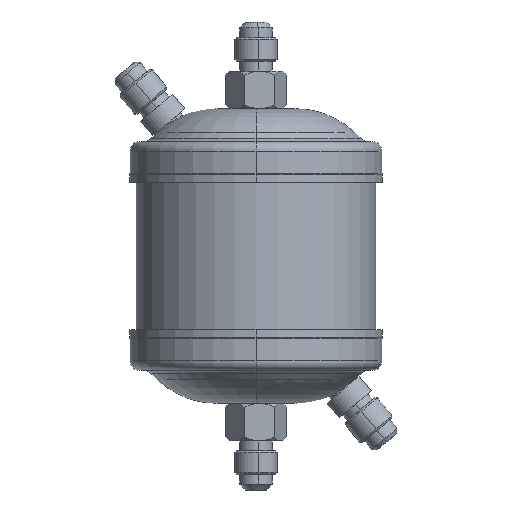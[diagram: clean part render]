
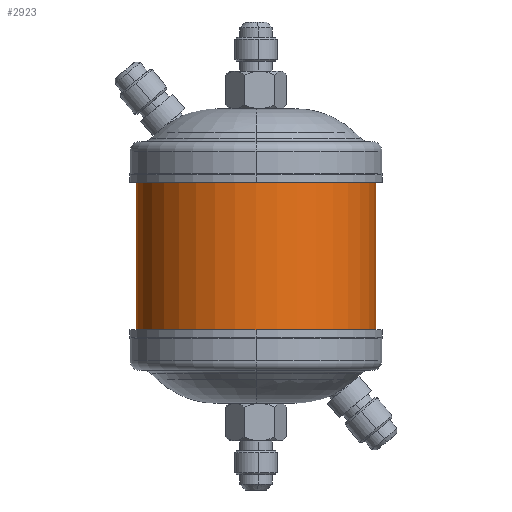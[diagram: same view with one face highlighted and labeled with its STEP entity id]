
A CAD part, front view. The second image highlights one B-rep face of the part: STEP entity #2923.
In plain terms, the highlighted cylindrical face has radius 31.75 mm (diameter 63.5 mm), a partial arc.
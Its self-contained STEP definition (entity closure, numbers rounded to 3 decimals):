
#139 = DIRECTION ( 'NONE',  ( -1., 0., 0. ) ) ;
#158 = CARTESIAN_POINT ( 'NONE',  ( 31.75, 0., 19.5 ) ) ;
#426 = CARTESIAN_POINT ( 'NONE',  ( -31.75, 0., -19.5 ) ) ;
#552 = DIRECTION ( 'NONE',  ( 1., 0., 0. ) ) ;
#650 = ORIENTED_EDGE ( 'NONE', *, *, #2675, .T. ) ;
#718 = VERTEX_POINT ( 'NONE', #158 ) ;
#824 = ORIENTED_EDGE ( 'NONE', *, *, #1669, .F. ) ;
#975 = CARTESIAN_POINT ( 'NONE',  ( -31.75, 0., 19.5 ) ) ;
#1026 = CARTESIAN_POINT ( 'NONE',  ( 31.75, 0., -28. ) ) ;
#1046 = AXIS2_PLACEMENT_3D ( 'NONE', #1924, #1879, #139 ) ;
#1346 = CARTESIAN_POINT ( 'NONE',  ( 0., 0., 19.5 ) ) ;
#1366 = VERTEX_POINT ( 'NONE', #1387 ) ;
#1387 = CARTESIAN_POINT ( 'NONE',  ( 31.75, 0., -19.5 ) ) ;
#1641 = DIRECTION ( 'NONE',  ( 0., 0., 1. ) ) ;
#1669 = EDGE_CURVE ( 'NONE', #3873, #718, #1684, .T. ) ;
#1684 = CIRCLE ( 'NONE', #4264, 31.75 ) ;
#1879 = DIRECTION ( 'NONE',  ( 0., 0., -1. ) ) ;
#1924 = CARTESIAN_POINT ( 'NONE',  ( 0., 0., -19.5 ) ) ;
#2144 = AXIS2_PLACEMENT_3D ( 'NONE', #2638, #3696, #552 ) ;
#2199 = DIRECTION ( 'NONE',  ( 0., 0., 1. ) ) ;
#2225 = EDGE_CURVE ( 'NONE', #3968, #3873, #2806, .T. ) ;
#2352 = DIRECTION ( 'NONE',  ( 1., 0., 0. ) ) ;
#2444 = CIRCLE ( 'NONE', #1046, 31.75 ) ;
#2638 = CARTESIAN_POINT ( 'NONE',  ( 0., 0., -28. ) ) ;
#2675 = EDGE_CURVE ( 'NONE', #1366, #718, #4177, .T. ) ;
#2777 = CARTESIAN_POINT ( 'NONE',  ( -31.75, 0., -28. ) ) ;
#2806 = LINE ( 'NONE', #2777, #3314 ) ;
#2923 = ADVANCED_FACE ( 'NONE', ( #3784 ), #4507, .T. ) ;
#2979 = ORIENTED_EDGE ( 'NONE', *, *, #2225, .F. ) ;
#3248 = VECTOR ( 'NONE', #2199, 1000. ) ;
#3314 = VECTOR ( 'NONE', #3916, 1000. ) ;
#3334 = EDGE_LOOP ( 'NONE', ( #2979, #3750, #650, #824 ) ) ;
#3352 = EDGE_CURVE ( 'NONE', #1366, #3968, #2444, .T. ) ;
#3696 = DIRECTION ( 'NONE',  ( 0., 0., 1. ) ) ;
#3750 = ORIENTED_EDGE ( 'NONE', *, *, #3352, .F. ) ;
#3784 = FACE_OUTER_BOUND ( 'NONE', #3334, .T. ) ;
#3873 = VERTEX_POINT ( 'NONE', #975 ) ;
#3916 = DIRECTION ( 'NONE',  ( 0., 0., 1. ) ) ;
#3968 = VERTEX_POINT ( 'NONE', #426 ) ;
#4177 = LINE ( 'NONE', #1026, #3248 ) ;
#4264 = AXIS2_PLACEMENT_3D ( 'NONE', #1346, #1641, #2352 ) ;
#4507 = CYLINDRICAL_SURFACE ( 'NONE', #2144, 31.75 ) ;
